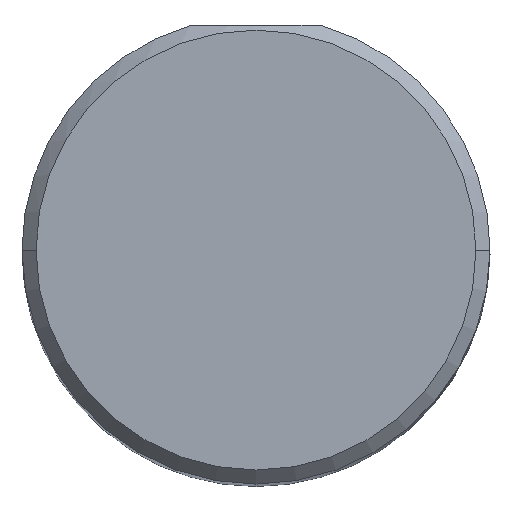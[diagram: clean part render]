
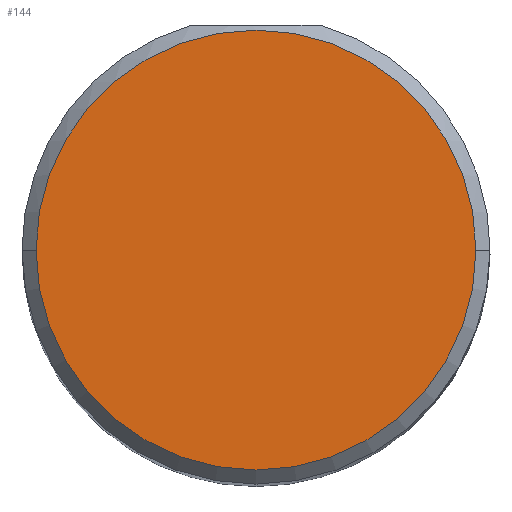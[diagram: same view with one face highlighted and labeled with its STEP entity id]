
A CAD part, top view. The second image highlights one B-rep face of the part: STEP entity #144.
In plain terms, the highlighted planar face has unit normal (0, 0, 1).
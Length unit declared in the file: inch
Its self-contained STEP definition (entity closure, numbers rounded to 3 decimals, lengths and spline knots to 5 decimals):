
#16 = EDGE_CURVE ( 'NONE', #376, #535, #138, .T. ) ;
#18 = DIRECTION ( 'NONE',  ( 1., 0., 0. ) ) ;
#78 = FACE_OUTER_BOUND ( 'NONE', #605, .T. ) ;
#106 = DIRECTION ( 'NONE',  ( 1., 0., 0. ) ) ;
#127 = PLANE ( 'NONE',  #157 ) ;
#138 = CIRCLE ( 'NONE', #431, 0.235 ) ;
#144 = ADVANCED_FACE ( 'NONE', ( #78 ), #127, .T. ) ;
#157 = AXIS2_PLACEMENT_3D ( 'NONE', #620, #583, #703 ) ;
#160 = DIRECTION ( 'NONE',  ( 0., 0., 1. ) ) ;
#190 = CARTESIAN_POINT ( 'NONE',  ( 0., 0., 3. ) ) ;
#202 = CIRCLE ( 'NONE', #211, 0.235 ) ;
#211 = AXIS2_PLACEMENT_3D ( 'NONE', #711, #160, #106 ) ;
#325 = ORIENTED_EDGE ( 'NONE', *, *, #548, .T. ) ;
#376 = VERTEX_POINT ( 'NONE', #625 ) ;
#431 = AXIS2_PLACEMENT_3D ( 'NONE', #190, #634, #18 ) ;
#473 = ORIENTED_EDGE ( 'NONE', *, *, #16, .T. ) ;
#535 = VERTEX_POINT ( 'NONE', #759 ) ;
#548 = EDGE_CURVE ( 'NONE', #535, #376, #202, .T. ) ;
#583 = DIRECTION ( 'NONE',  ( 0., 0., 1. ) ) ;
#605 = EDGE_LOOP ( 'NONE', ( #473, #325 ) ) ;
#620 = CARTESIAN_POINT ( 'NONE',  ( 0., 0., 3. ) ) ;
#625 = CARTESIAN_POINT ( 'NONE',  ( -0.235, 0., 3. ) ) ;
#634 = DIRECTION ( 'NONE',  ( 0., 0., 1. ) ) ;
#703 = DIRECTION ( 'NONE',  ( 1., 0., 0. ) ) ;
#711 = CARTESIAN_POINT ( 'NONE',  ( 0., 0., 3. ) ) ;
#759 = CARTESIAN_POINT ( 'NONE',  ( 0.235, 0., 3. ) ) ;
